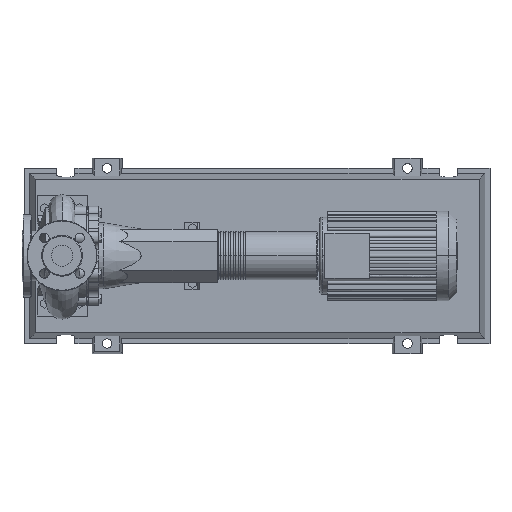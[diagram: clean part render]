
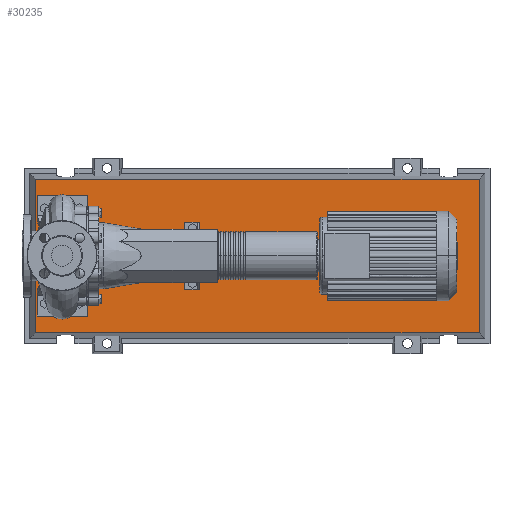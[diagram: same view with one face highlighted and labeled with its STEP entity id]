
A CAD part, top view. The second image highlights one B-rep face of the part: STEP entity #30235.
In plain terms, the highlighted planar face has unit normal (0, 0, 1).
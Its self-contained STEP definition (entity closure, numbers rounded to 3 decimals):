
#29916=CARTESIAN_POINT('',(833.292,-153.292,83.0));
#29917=VERTEX_POINT('',#29916);
#29924=CARTESIAN_POINT('',(-53.292,-153.292,83.0));
#29925=VERTEX_POINT('',#29924);
#29926=CARTESIAN_POINT('',(833.292,-153.292,83.0));
#29927=DIRECTION('',(-1.0,0.0,0.0));
#29928=VECTOR('',#29927,886.584);
#29929=LINE('',#29926,#29928);
#29930=EDGE_CURVE('',#29917,#29925,#29929,.T.);
#30148=CARTESIAN_POINT('',(833.292,153.292,83.0));
#30149=VERTEX_POINT('',#30148);
#30150=CARTESIAN_POINT('',(833.292,153.292,83.0));
#30151=DIRECTION('',(0.0,-1.0,0.0));
#30152=VECTOR('',#30151,306.584);
#30153=LINE('',#30150,#30152);
#30154=EDGE_CURVE('',#30149,#29917,#30153,.T.);
#30172=CARTESIAN_POINT('',(-53.292,153.292,83.0));
#30173=VERTEX_POINT('',#30172);
#30174=CARTESIAN_POINT('',(-53.292,-153.292,83.0));
#30175=DIRECTION('',(0.0,1.0,0.0));
#30176=VECTOR('',#30175,306.584);
#30177=LINE('',#30174,#30176);
#30178=EDGE_CURVE('',#29925,#30173,#30177,.T.);
#30211=CARTESIAN_POINT('',(-53.292,153.292,83.0));
#30212=DIRECTION('',(1.0,0.0,0.0));
#30213=VECTOR('',#30212,886.584);
#30214=LINE('',#30211,#30213);
#30215=EDGE_CURVE('',#30173,#30149,#30214,.T.);
#30224=CARTESIAN_POINT('',(390.,0.,83.0));
#30225=DIRECTION('',(0.0,0.0,1.0));
#30226=DIRECTION('',(1.0,0.0,0.0));
#30227=AXIS2_PLACEMENT_3D('',#30224,#30225,#30226);
#30228=PLANE('',#30227);
#30229=ORIENTED_EDGE('',*,*,#30154,.F.);
#30230=ORIENTED_EDGE('',*,*,#30215,.F.);
#30231=ORIENTED_EDGE('',*,*,#30178,.F.);
#30232=ORIENTED_EDGE('',*,*,#29930,.F.);
#30233=EDGE_LOOP('',(#30229,#30230,#30231,#30232));
#30234=FACE_OUTER_BOUND('',#30233,.T.);
#30235=ADVANCED_FACE('',(#30234),#30228,.T.);
